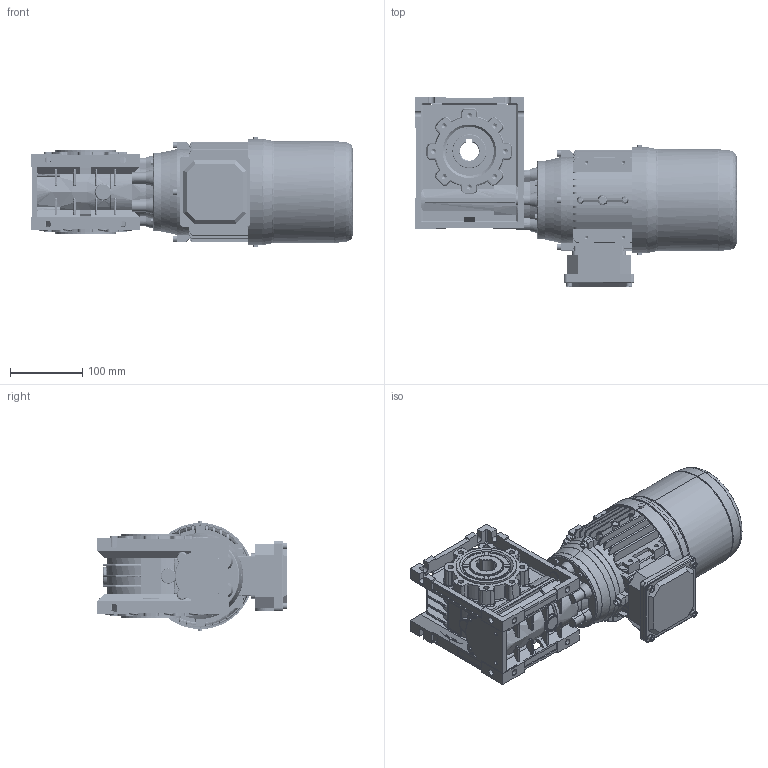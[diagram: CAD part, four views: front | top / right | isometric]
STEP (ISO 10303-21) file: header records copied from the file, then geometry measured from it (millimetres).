
FILE_DESCRIPTION(('FreeCAD Model'),'2;1');
FILE_NAME('Open CASCADE Shape Model','2025-05-08T02:51:15',('FreeCAD'),( 'FreeCAD'),'Open CASCADE STEP processor 7.6','FreeCAD','Unknown');
FILE_SCHEMA(('AUTOMOTIVE_DESIGN { 1 0 10303 214 1 1 1 1 }'));
Products named in the file (1): Open CASCADE STEP translator 7.6 1
Bounding box: 446.52 x 262.47 x 153.51 mm (x, y, z)
Surface area: 843157.3 mm2 (no closed solid volume)
Topology: 0 solids, 2957 shells, 2957 faces, 32959 edges, 32851 vertices
Faces by surface type: bspline 2957
Entity records: 296992 total; most frequent: CARTESIAN_POINT 152263, ORIENTED_EDGE 32853, EDGE_CURVE 32853, VERTEX_POINT 32853, B_SPLINE_CURVE_WITH_KNOTS 29186, FACE_BOUND 3260, EDGE_LOOP 3260, SHELL_BASED_SURFACE_MODEL 2957
